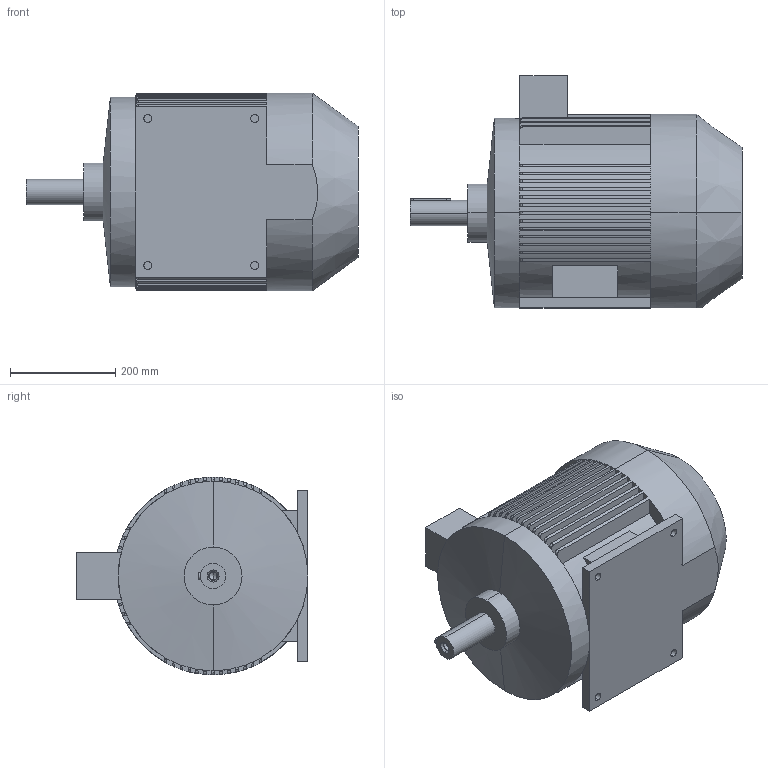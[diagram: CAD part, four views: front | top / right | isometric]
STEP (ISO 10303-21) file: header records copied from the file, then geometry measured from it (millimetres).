
FILE_DESCRIPTION (( 'STEP AP203' ), '1' );
FILE_NAME ('Ýëåêòðîäâèãàòåëü ÀÈÐ180S2.STEP', '2012-10-02T06:42:42', ( 'Áîðèñ' ), ( '' ), 'SwSTEP 2.0', 'SolidWorks 2010', '' );
FILE_SCHEMA (( 'CONFIG_CONTROL_DESIGN' ));
Length unit declared in the file: millimetre
Products named in the file (1): Ýëåêòðîäâèãàòåëü ÀÈÐ180S2
Bounding box: 630 x 440 x 375 mm (x, y, z)
Volume: 46542331.4 mm3; surface area: 1416055.2 mm2
Topology: 1 solids, 1 shells, 317 faces, 841 edges, 524 vertices
Faces by surface type: plane 213, cylinder 64, torus 30, cone 10
Entity records: 10943 total; most frequent: CARTESIAN_POINT 2880, DIRECTION 1718, ORIENTED_EDGE 1678, EDGE_CURVE 839, AXIS2_PLACEMENT_3D 626, VERTEX_POINT 524, LINE 466, VECTOR 466
